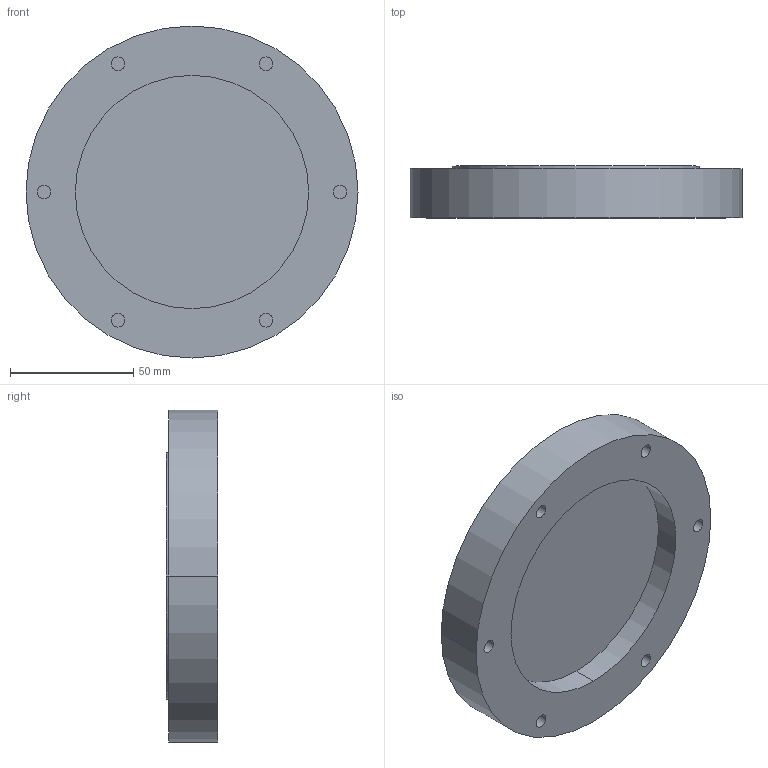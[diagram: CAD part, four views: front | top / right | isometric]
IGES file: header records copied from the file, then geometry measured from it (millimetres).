
Start section:  PTC IGES file: mice16-001.igs
Global section: file name: mice16-001.igs; native system: Pro/ENGINEER by Parametric Technology Corporation; preprocessor: 2004110; author: liuxiaokun; organization: Unknown; date: 080428.080956; units: millimetre
Bounding box: 134.5 x 21 x 134.5 mm (x, y, z)
Volume: 209141.7 mm3; surface area: 45710.6 mm2
Topology: 1 solids, 1 shells, 34 faces, 66 edges, 44 vertices
Faces by surface type: revolution 22, bspline 12
